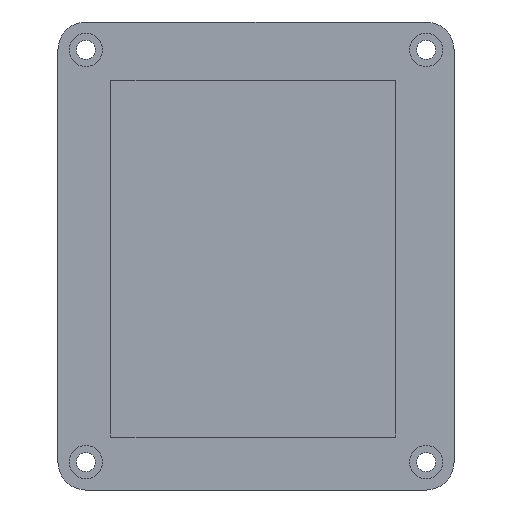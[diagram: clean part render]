
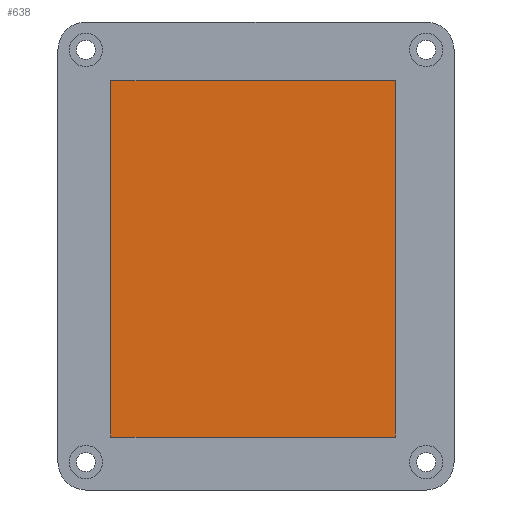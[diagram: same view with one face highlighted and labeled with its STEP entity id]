
A CAD part, front view. The second image highlights one B-rep face of the part: STEP entity #638.
In plain terms, the highlighted planar face has unit normal (0, -1, 0).
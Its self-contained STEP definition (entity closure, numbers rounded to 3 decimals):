
#56=PLANE('',#713);
#91=FACE_OUTER_BOUND('',#139,.T.);
#139=EDGE_LOOP('',(#588,#589,#590,#591));
#188=LINE('',#1053,#248);
#192=LINE('',#1061,#252);
#195=LINE('',#1067,#255);
#198=LINE('',#1072,#258);
#248=VECTOR('',#875,10.);
#252=VECTOR('',#881,10.);
#255=VECTOR('',#886,10.);
#258=VECTOR('',#891,10.);
#332=VERTEX_POINT('',#1051);
#333=VERTEX_POINT('',#1052);
#336=VERTEX_POINT('',#1060);
#338=VERTEX_POINT('',#1066);
#412=EDGE_CURVE('',#332,#333,#188,.T.);
#416=EDGE_CURVE('',#333,#336,#192,.T.);
#419=EDGE_CURVE('',#336,#338,#195,.T.);
#422=EDGE_CURVE('',#338,#332,#198,.T.);
#588=ORIENTED_EDGE('',*,*,#422,.T.);
#589=ORIENTED_EDGE('',*,*,#412,.T.);
#590=ORIENTED_EDGE('',*,*,#416,.T.);
#591=ORIENTED_EDGE('',*,*,#419,.T.);
#638=ADVANCED_FACE('',(#91),#56,.F.);
#713=AXIS2_PLACEMENT_3D('',#1075,#895,#896);
#875=DIRECTION('',(0.,0.,-1.));
#881=DIRECTION('',(1.,0.,0.));
#886=DIRECTION('',(0.,0.,1.));
#891=DIRECTION('',(-1.,0.,0.));
#895=DIRECTION('center_axis',(0.,1.,0.));
#896=DIRECTION('ref_axis',(1.,0.,0.));
#1051=CARTESIAN_POINT('',(-160.5,0.,23.392));
#1052=CARTESIAN_POINT('',(-160.5,0.,-40.5));
#1053=CARTESIAN_POINT('',(-160.5,0.,23.392));
#1060=CARTESIAN_POINT('',(-109.5,0.,-40.5));
#1061=CARTESIAN_POINT('',(-160.5,0.,-40.5));
#1066=CARTESIAN_POINT('',(-109.5,0.,23.392));
#1067=CARTESIAN_POINT('',(-109.5,0.,-40.5));
#1072=CARTESIAN_POINT('',(-109.5,0.,23.392));
#1075=CARTESIAN_POINT('Origin',(-135.,0.,-8.554));
